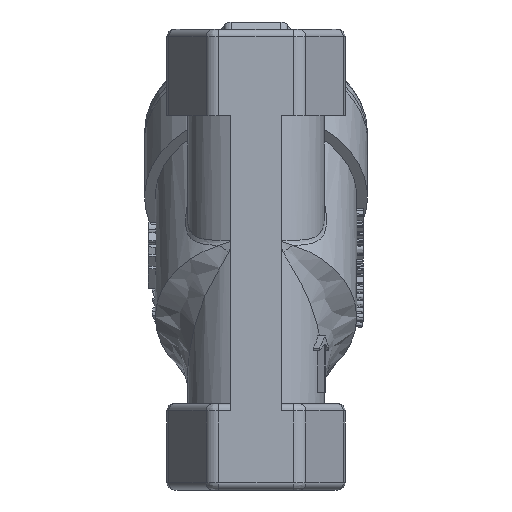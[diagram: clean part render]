
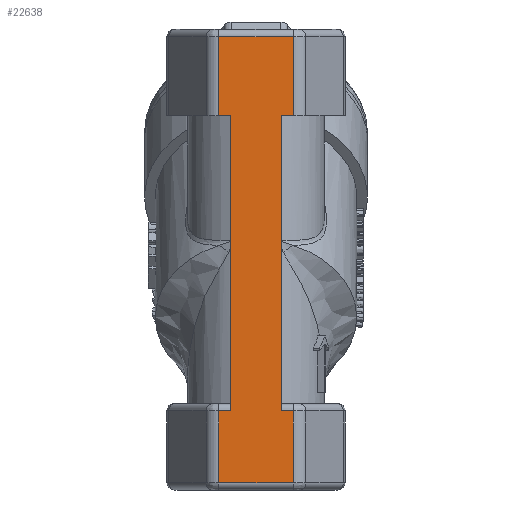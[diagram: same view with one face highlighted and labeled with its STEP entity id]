
A CAD part, front view. The second image highlights one B-rep face of the part: STEP entity #22638.
In plain terms, the highlighted planar face has unit normal (0, -1, 0).
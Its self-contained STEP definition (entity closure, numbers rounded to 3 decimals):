
#3003=LINE('',#59923,#3748);
#3015=LINE('',#60043,#3760);
#3017=LINE('',#60049,#3762);
#3032=LINE('',#60088,#3777);
#3033=LINE('',#60092,#3778);
#3034=LINE('',#60093,#3779);
#3035=LINE('',#60095,#3780);
#3036=LINE('',#60097,#3781);
#3037=LINE('',#60099,#3782);
#3038=LINE('',#60101,#3783);
#3039=LINE('',#60103,#3784);
#3040=LINE('',#60104,#3785);
#3748=VECTOR('',#24150,1.696);
#3760=VECTOR('',#24222,1.696);
#3762=VECTOR('',#24228,10.);
#3777=VECTOR('',#24271,10.);
#3778=VECTOR('',#24276,41.);
#3779=VECTOR('',#24277,10.392);
#3780=VECTOR('',#24278,41.);
#3781=VECTOR('',#24279,1.696);
#3782=VECTOR('',#24280,11.);
#3783=VECTOR('',#24281,10.392);
#3784=VECTOR('',#24282,11.);
#3785=VECTOR('',#24283,1.696);
#4468=PLANE('',#23366);
#6010=FACE_OUTER_BOUND('',#7876,.T.);
#7876=EDGE_LOOP('',(#17977,#17978,#17979,#17980,#17981,#17982,#17983,#17984,
#17985,#17986,#17987,#17988));
#10108=VERTEX_POINT('',#59916);
#10111=VERTEX_POINT('',#59921);
#10132=VERTEX_POINT('',#60033);
#10134=VERTEX_POINT('',#60039);
#10137=VERTEX_POINT('',#60047);
#10147=VERTEX_POINT('',#60087);
#10148=VERTEX_POINT('',#60091);
#10149=VERTEX_POINT('',#60094);
#10150=VERTEX_POINT('',#60096);
#10151=VERTEX_POINT('',#60098);
#10152=VERTEX_POINT('',#60100);
#10153=VERTEX_POINT('',#60102);
#12870=EDGE_CURVE('',#10111,#10108,#3003,.T.);
#12906=EDGE_CURVE('',#10132,#10134,#3015,.T.);
#12909=EDGE_CURVE('',#10137,#10132,#3017,.T.);
#12928=EDGE_CURVE('',#10147,#10108,#3032,.T.);
#12930=EDGE_CURVE('',#10134,#10148,#3033,.T.);
#12931=EDGE_CURVE('',#10147,#10137,#3034,.T.);
#12932=EDGE_CURVE('',#10149,#10111,#3035,.T.);
#12933=EDGE_CURVE('',#10149,#10150,#3036,.T.);
#12934=EDGE_CURVE('',#10150,#10151,#3037,.T.);
#12935=EDGE_CURVE('',#10152,#10151,#3038,.T.);
#12936=EDGE_CURVE('',#10153,#10152,#3039,.T.);
#12937=EDGE_CURVE('',#10153,#10148,#3040,.T.);
#17977=ORIENTED_EDGE('',*,*,#12930,.F.);
#17978=ORIENTED_EDGE('',*,*,#12906,.F.);
#17979=ORIENTED_EDGE('',*,*,#12909,.F.);
#17980=ORIENTED_EDGE('',*,*,#12931,.F.);
#17981=ORIENTED_EDGE('',*,*,#12928,.T.);
#17982=ORIENTED_EDGE('',*,*,#12870,.F.);
#17983=ORIENTED_EDGE('',*,*,#12932,.F.);
#17984=ORIENTED_EDGE('',*,*,#12933,.T.);
#17985=ORIENTED_EDGE('',*,*,#12934,.T.);
#17986=ORIENTED_EDGE('',*,*,#12935,.F.);
#17987=ORIENTED_EDGE('',*,*,#12936,.F.);
#17988=ORIENTED_EDGE('',*,*,#12937,.T.);
#22638=ADVANCED_FACE('',(#6010),#4468,.T.);
#23366=AXIS2_PLACEMENT_3D('',#60090,#24274,#24275);
#24150=DIRECTION('',(1.,0.,0.));
#24222=DIRECTION('',(1.,0.,0.));
#24228=DIRECTION('',(0.,0.,1.));
#24271=DIRECTION('',(0.,0.,1.));
#24274=DIRECTION('center_axis',(0.,-1.,0.));
#24275=DIRECTION('ref_axis',(1.,0.,0.));
#24276=DIRECTION('',(0.,0.,1.));
#24277=DIRECTION('',(-1.,0.,0.));
#24278=DIRECTION('',(0.,0.,-1.));
#24279=DIRECTION('',(1.,0.,0.));
#24280=DIRECTION('',(0.,0.,1.));
#24281=DIRECTION('',(1.,0.,0.));
#24282=DIRECTION('',(0.,0.,1.));
#24283=DIRECTION('',(1.,0.,0.));
#59916=CARTESIAN_POINT('',(5.196,-11.,11.));
#59921=CARTESIAN_POINT('',(3.5,-11.,11.));
#59923=CARTESIAN_POINT('',(-2.598,-11.,11.));
#60033=CARTESIAN_POINT('',(-5.196,-11.,11.));
#60039=CARTESIAN_POINT('',(-3.5,-11.,11.));
#60043=CARTESIAN_POINT('',(-2.598,-11.,11.));
#60047=CARTESIAN_POINT('',(-5.196,-11.,1.));
#60049=CARTESIAN_POINT('',(-5.196,-11.,0.));
#60087=CARTESIAN_POINT('',(5.196,-11.,1.));
#60088=CARTESIAN_POINT('',(5.196,-11.,0.));
#60090=CARTESIAN_POINT('Origin',(-5.196,-11.,0.));
#60091=CARTESIAN_POINT('',(-3.5,-11.,52.));
#60092=CARTESIAN_POINT('',(-3.5,-11.,6.));
#60093=CARTESIAN_POINT('',(-2.598,-11.,1.));
#60094=CARTESIAN_POINT('',(3.5,-11.,52.));
#60095=CARTESIAN_POINT('',(3.5,-11.,6.));
#60096=CARTESIAN_POINT('',(5.196,-11.,52.));
#60097=CARTESIAN_POINT('',(-5.196,-11.,52.));
#60098=CARTESIAN_POINT('',(5.196,-11.,63.));
#60099=CARTESIAN_POINT('',(5.196,-11.,52.));
#60100=CARTESIAN_POINT('',(-5.196,-11.,63.));
#60101=CARTESIAN_POINT('',(-2.598,-11.,63.));
#60102=CARTESIAN_POINT('',(-5.196,-11.,52.));
#60103=CARTESIAN_POINT('',(-5.196,-11.,52.));
#60104=CARTESIAN_POINT('',(-5.196,-11.,52.));
